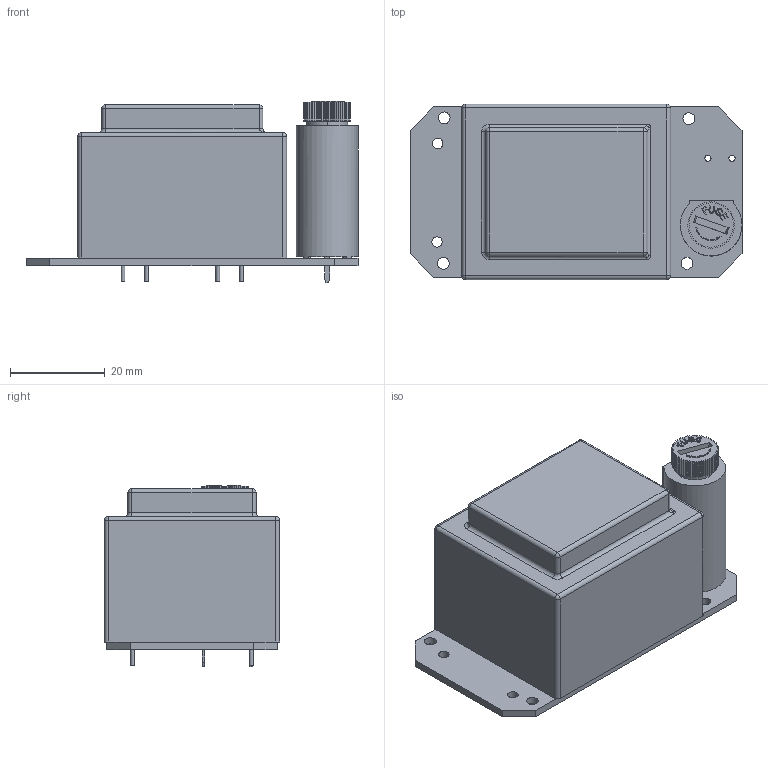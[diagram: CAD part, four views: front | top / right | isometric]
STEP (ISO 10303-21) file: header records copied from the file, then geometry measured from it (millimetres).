
FILE_DESCRIPTION(('KiCad electronic assembly'),'2;1');
FILE_NAME('VRefBoard1.1.step','2024-02-15T17:56:31',('Pcbnew'),('Kicad') ,'Open CASCADE STEP processor 7.5','KiCad to STEP converter','Unknown' );
FILE_SCHEMA(('AUTOMOTIVE_DESIGN { 1 0 10303 214 1 1 1 1 }'));
Length unit declared in the file: millimetre
Products named in the file (6): VRefBoard1.1 1; 44230; 696309001002; _autosave-VRefBoard PCB
Assembly tree (5 placements, depth 3):
  VRefBoard1.1 1
    44230
      44230
    696309001002
      696309001002
    _autosave-VRefBoard PCB
Bounding box: 70 x 37 x 38.3 mm (x, y, z)
Volume: 55305.7 mm3; surface area: 15378.9 mm2
Topology: 3 solids, 4 shells, 418 faces, 1152 edges, 752 vertices
Faces by surface type: plane 348, cylinder 56, sphere 8, torus 4, bspline 2
Full cylindrical faces by diameter (mm): 0.8 x6, 1 x6, 1.3 x2, 1.4 x2, 2.2 x2, 2.5 x4
Entity records: 29448 total; most frequent: CARTESIAN_POINT 5656, DIRECTION 4321, LINE 3164, VECTOR 3164, ORIENTED_EDGE 2288, PCURVE 2288, DEFINITIONAL_REPRESENTATION 2288, EDGE_CURVE 1144
